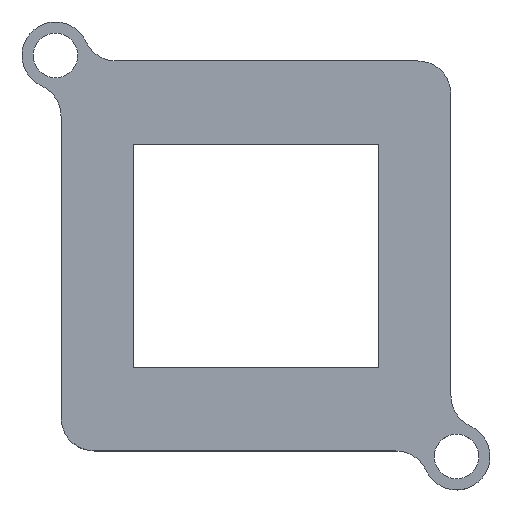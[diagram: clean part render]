
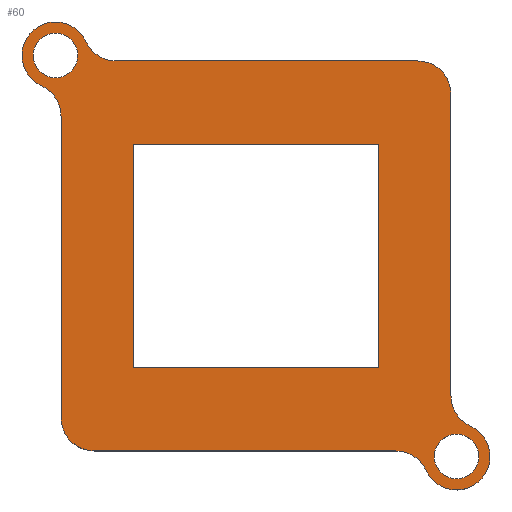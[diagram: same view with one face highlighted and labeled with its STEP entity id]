
A CAD part, top view. The second image highlights one B-rep face of the part: STEP entity #60.
In plain terms, the highlighted planar face has unit normal (0, 0, 1).
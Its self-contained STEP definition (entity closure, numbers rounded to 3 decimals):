
#60=ADVANCED_FACE('',(#154,#155,#156,#157),#80,.T.);
#80=PLANE('',#417);
#90=LINE('',#566,#122);
#91=LINE('',#571,#123);
#92=LINE('',#579,#124);
#93=LINE('',#583,#125);
#94=LINE('',#590,#126);
#95=LINE('',#593,#127);
#96=LINE('',#595,#128);
#97=LINE('',#597,#129);
#122=VECTOR('',#453,1.);
#123=VECTOR('',#456,1.);
#124=VECTOR('',#463,1.);
#125=VECTOR('',#466,1.);
#126=VECTOR('',#473,1.);
#127=VECTOR('',#474,1.);
#128=VECTOR('',#475,1.);
#129=VECTOR('',#476,1.);
#154=FACE_BOUND('',#166,.T.);
#155=FACE_BOUND('',#167,.T.);
#156=FACE_BOUND('',#168,.T.);
#157=FACE_BOUND('',#169,.T.);
#166=EDGE_LOOP('',(#194));
#167=EDGE_LOOP('',(#195));
#168=EDGE_LOOP('',(#196,#197,#198,#199,#200,#201,#202,#203,#204,#205,#206,
#207));
#169=EDGE_LOOP('',(#208,#209,#210,#211));
#194=ORIENTED_EDGE('',*,*,#334,.T.);
#195=ORIENTED_EDGE('',*,*,#335,.T.);
#196=ORIENTED_EDGE('',*,*,#336,.T.);
#197=ORIENTED_EDGE('',*,*,#337,.T.);
#198=ORIENTED_EDGE('',*,*,#338,.T.);
#199=ORIENTED_EDGE('',*,*,#339,.T.);
#200=ORIENTED_EDGE('',*,*,#340,.T.);
#201=ORIENTED_EDGE('',*,*,#341,.T.);
#202=ORIENTED_EDGE('',*,*,#342,.T.);
#203=ORIENTED_EDGE('',*,*,#343,.T.);
#204=ORIENTED_EDGE('',*,*,#344,.T.);
#205=ORIENTED_EDGE('',*,*,#345,.T.);
#206=ORIENTED_EDGE('',*,*,#346,.T.);
#207=ORIENTED_EDGE('',*,*,#347,.T.);
#208=ORIENTED_EDGE('',*,*,#348,.T.);
#209=ORIENTED_EDGE('',*,*,#349,.T.);
#210=ORIENTED_EDGE('',*,*,#350,.T.);
#211=ORIENTED_EDGE('',*,*,#351,.T.);
#298=VERTEX_POINT('',#563);
#299=VERTEX_POINT('',#565);
#300=VERTEX_POINT('',#567);
#301=VERTEX_POINT('',#568);
#302=VERTEX_POINT('',#570);
#303=VERTEX_POINT('',#572);
#304=VERTEX_POINT('',#574);
#305=VERTEX_POINT('',#576);
#306=VERTEX_POINT('',#578);
#307=VERTEX_POINT('',#580);
#308=VERTEX_POINT('',#582);
#309=VERTEX_POINT('',#584);
#310=VERTEX_POINT('',#586);
#311=VERTEX_POINT('',#588);
#312=VERTEX_POINT('',#591);
#313=VERTEX_POINT('',#592);
#314=VERTEX_POINT('',#594);
#315=VERTEX_POINT('',#596);
#334=EDGE_CURVE('',#298,#298,#386,.T.);
#335=EDGE_CURVE('',#299,#299,#387,.T.);
#336=EDGE_CURVE('',#300,#301,#90,.T.);
#337=EDGE_CURVE('',#301,#302,#388,.T.);
#338=EDGE_CURVE('',#302,#303,#91,.T.);
#339=EDGE_CURVE('',#303,#304,#389,.T.);
#340=EDGE_CURVE('',#304,#305,#390,.T.);
#341=EDGE_CURVE('',#305,#306,#391,.T.);
#342=EDGE_CURVE('',#306,#307,#92,.T.);
#343=EDGE_CURVE('',#307,#308,#392,.T.);
#344=EDGE_CURVE('',#308,#309,#93,.T.);
#345=EDGE_CURVE('',#309,#310,#393,.T.);
#346=EDGE_CURVE('',#310,#311,#394,.T.);
#347=EDGE_CURVE('',#311,#300,#395,.T.);
#348=EDGE_CURVE('',#312,#313,#94,.T.);
#349=EDGE_CURVE('',#313,#314,#95,.T.);
#350=EDGE_CURVE('',#314,#315,#96,.T.);
#351=EDGE_CURVE('',#315,#312,#97,.T.);
#386=CIRCLE('',#407,2.);
#387=CIRCLE('',#408,2.);
#388=CIRCLE('',#409,3.);
#389=CIRCLE('',#410,3.);
#390=CIRCLE('',#411,3.);
#391=CIRCLE('',#412,3.);
#392=CIRCLE('',#413,3.);
#393=CIRCLE('',#414,3.);
#394=CIRCLE('',#415,3.);
#395=CIRCLE('',#416,3.);
#407=AXIS2_PLACEMENT_3D('',#562,#449,#450);
#408=AXIS2_PLACEMENT_3D('',#564,#451,#452);
#409=AXIS2_PLACEMENT_3D('',#569,#454,#455);
#410=AXIS2_PLACEMENT_3D('',#573,#457,#458);
#411=AXIS2_PLACEMENT_3D('',#575,#459,#460);
#412=AXIS2_PLACEMENT_3D('',#577,#461,#462);
#413=AXIS2_PLACEMENT_3D('',#581,#464,#465);
#414=AXIS2_PLACEMENT_3D('',#585,#467,#468);
#415=AXIS2_PLACEMENT_3D('',#587,#469,#470);
#416=AXIS2_PLACEMENT_3D('',#589,#471,#472);
#417=AXIS2_PLACEMENT_3D('',#598,#477,#478);
#449=DIRECTION('',(0.,0.,-1.));
#450=DIRECTION('',(1.,0.,0.));
#451=DIRECTION('',(0.,0.,-1.));
#452=DIRECTION('',(1.,0.,0.));
#453=DIRECTION('',(0.,1.,0.));
#454=DIRECTION('',(0.,0.,1.));
#455=DIRECTION('',(1.,0.,0.));
#456=DIRECTION('',(-1.,0.,0.));
#457=DIRECTION('',(0.,0.,-1.));
#458=DIRECTION('',(1.,0.,0.));
#459=DIRECTION('',(0.,0.,1.));
#460=DIRECTION('',(1.,0.,0.));
#461=DIRECTION('',(0.,0.,-1.));
#462=DIRECTION('',(1.,0.,0.));
#463=DIRECTION('',(0.,-1.,0.));
#464=DIRECTION('',(0.,0.,1.));
#465=DIRECTION('',(1.,0.,0.));
#466=DIRECTION('',(1.,0.,0.));
#467=DIRECTION('',(0.,0.,-1.));
#468=DIRECTION('',(1.,0.,0.));
#469=DIRECTION('',(0.,0.,1.));
#470=DIRECTION('',(1.,0.,0.));
#471=DIRECTION('',(0.,0.,-1.));
#472=DIRECTION('',(1.,0.,0.));
#473=DIRECTION('',(-1.,0.,0.));
#474=DIRECTION('',(0.,1.,0.));
#475=DIRECTION('',(1.,0.,0.));
#476=DIRECTION('',(0.,-1.,0.));
#477=DIRECTION('',(0.,0.,1.));
#478=DIRECTION('',(1.,0.,0.));
#562=CARTESIAN_POINT('',(18.,-18.,3.));
#563=CARTESIAN_POINT('',(20.,-18.,3.));
#564=CARTESIAN_POINT('',(-18.,18.,3.));
#565=CARTESIAN_POINT('',(-16.,18.,3.));
#566=CARTESIAN_POINT('',(17.5,-17.5,3.));
#567=CARTESIAN_POINT('',(17.5,-12.546,3.));
#568=CARTESIAN_POINT('',(17.5,14.5,3.));
#569=CARTESIAN_POINT('',(14.5,14.5,3.));
#570=CARTESIAN_POINT('',(14.5,17.5,3.));
#571=CARTESIAN_POINT('',(17.5,17.5,3.));
#572=CARTESIAN_POINT('',(-12.546,17.5,3.));
#573=CARTESIAN_POINT('',(-12.546,20.5,3.));
#574=CARTESIAN_POINT('',(-15.273,19.25,3.));
#575=CARTESIAN_POINT('',(-18.,18.,3.));
#576=CARTESIAN_POINT('',(-19.25,15.273,3.));
#577=CARTESIAN_POINT('',(-20.5,12.546,3.));
#578=CARTESIAN_POINT('',(-17.5,12.546,3.));
#579=CARTESIAN_POINT('',(-17.5,17.5,3.));
#580=CARTESIAN_POINT('',(-17.5,-14.5,3.));
#581=CARTESIAN_POINT('',(-14.5,-14.5,3.));
#582=CARTESIAN_POINT('',(-14.5,-17.5,3.));
#583=CARTESIAN_POINT('',(-17.5,-17.5,3.));
#584=CARTESIAN_POINT('',(12.546,-17.5,3.));
#585=CARTESIAN_POINT('',(12.546,-20.5,3.));
#586=CARTESIAN_POINT('',(15.273,-19.25,3.));
#587=CARTESIAN_POINT('',(18.,-18.,3.));
#588=CARTESIAN_POINT('',(19.25,-15.273,3.));
#589=CARTESIAN_POINT('',(20.5,-12.546,3.));
#590=CARTESIAN_POINT('',(0.,-10.,3.));
#591=CARTESIAN_POINT('',(11.,-10.,3.));
#592=CARTESIAN_POINT('',(-11.,-10.,3.));
#593=CARTESIAN_POINT('',(-11.,0.,3.));
#594=CARTESIAN_POINT('',(-11.,10.,3.));
#595=CARTESIAN_POINT('',(0.,10.,3.));
#596=CARTESIAN_POINT('',(11.,10.,3.));
#597=CARTESIAN_POINT('',(11.,0.,3.));
#598=CARTESIAN_POINT('',(0.,0.,3.));
